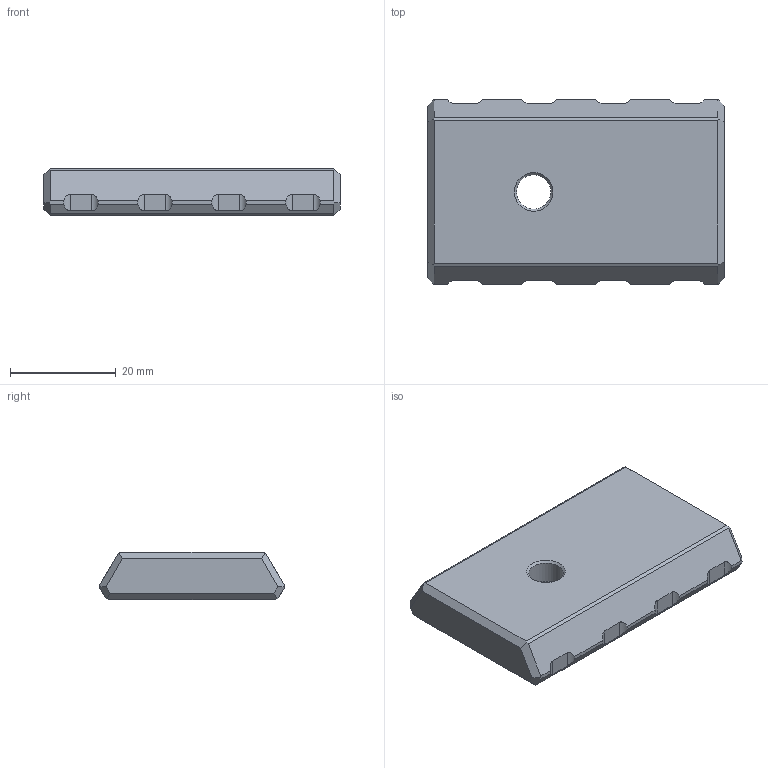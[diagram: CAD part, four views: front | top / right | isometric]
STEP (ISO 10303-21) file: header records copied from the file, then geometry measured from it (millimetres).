
FILE_DESCRIPTION(/* description */ (''),/* implementation_level */ '2;1');
FILE_NAME(/* name */ 'Camera Mount.step',/* time_stamp */ '2019-07-26T23:13:39+10:00',/* author */ (''),/* organization */ (''),/* preprocessor_version */ 'ST-DEVELOPER v18',/* originating_system */ 'Autodesk Translation Framework v8.2.0.1029',/* authorisation */ '');
FILE_SCHEMA (('AUTOMOTIVE_DESIGN { 1 0 10303 214 3 1 1 }'));
Length unit declared in the file: millimetre
Products named in the file (2): Phone Clamp; Component3
Assembly tree (1 placements, depth 2):
  Phone Clamp
    Component3
Bounding box: 56 x 34.8 x 9 mm (x, y, z)
Volume: 14406.1 mm3; surface area: 5074.2 mm2
Topology: 1 solids, 1 shells, 63 faces, 178 edges, 118 vertices
Faces by surface type: plane 43, cylinder 17, cone 3
Full cylindrical faces by diameter (mm): 6.5 x1
Entity records: 2091 total; most frequent: CARTESIAN_POINT 362, ORIENTED_EDGE 356, DIRECTION 348, EDGE_CURVE 178, LINE 140, VECTOR 140, VERTEX_POINT 118, AXIS2_PLACEMENT_3D 104
